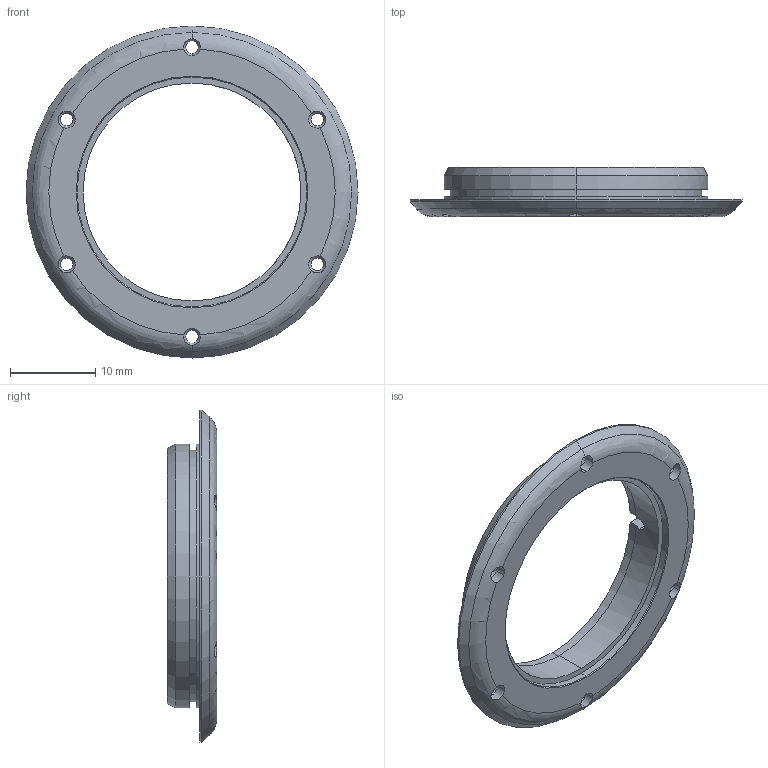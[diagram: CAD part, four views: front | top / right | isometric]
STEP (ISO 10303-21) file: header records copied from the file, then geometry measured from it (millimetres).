
FILE_DESCRIPTION (( 'STEP AP203' ), '1' );
FILE_NAME ('B200-F_01.STEP', '2022-03-21T22:30:57', ( '' ), ( '' ), 'SwSTEP 2.0', 'SolidWorks 2012', '' );
FILE_SCHEMA (( 'CONFIG_CONTROL_DESIGN' ));
Length unit declared in the file: millimetre
Products named in the file (1): B200-F_01
Bounding box: 39 x 5.8 x 39 mm (x, y, z)
Volume: 1899.9 mm3; surface area: 2438.8 mm2
Topology: 1 solids, 1 shells, 70 faces, 179 edges, 108 vertices
Faces by surface type: cylinder 40, cone 19, plane 9, torus 2
Entity records: 2357 total; most frequent: CARTESIAN_POINT 516, DIRECTION 400, ORIENTED_EDGE 358, EDGE_CURVE 179, AXIS2_PLACEMENT_3D 166, VERTEX_POINT 108, CIRCLE 95, EDGE_LOOP 81
